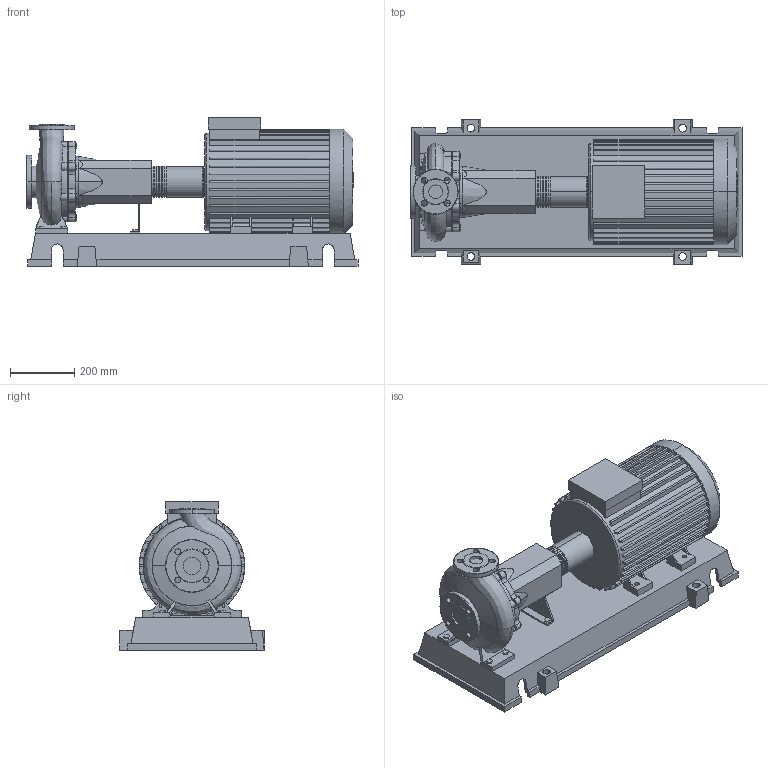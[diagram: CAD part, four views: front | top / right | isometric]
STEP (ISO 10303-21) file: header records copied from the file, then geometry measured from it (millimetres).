
FILE_DESCRIPTION((''),'2;1');
FILE_NAME('3d_NL32_200B-11-2-05-4110581.stp','2015-03-03T07:38:32',(''),(''),'Mechanical Desktop 2009','Mechanical Desktop 2009',', , ');
FILE_SCHEMA(('CONFIG_CONTROL_DESIGN'));
Length unit declared in the file: millimetre
Products named in the file (1): Product
Bounding box: 1035 x 450 x 463 mm (x, y, z)
Volume: 56369827.6 mm3; surface area: 3019552.5 mm2
Topology: 11 solids, 11 shells, 818 faces, 2181 edges, 1439 vertices
Faces by surface type: plane 426, cylinder 196, bspline 176, cone 10, torus 10
Entity records: 29532 total; most frequent: CARTESIAN_POINT 9140, ORIENTED_EDGE 4364, DIRECTION 4019, EDGE_CURVE 2182, VERTEX_POINT 1436, VECTOR 1371, LINE 1371, AXIS2_PLACEMENT_3D 1324
